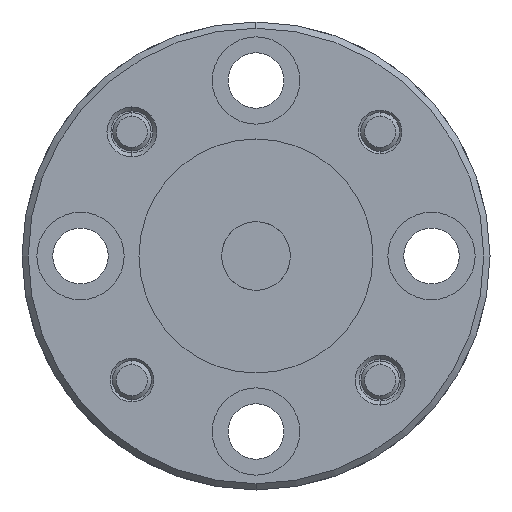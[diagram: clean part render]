
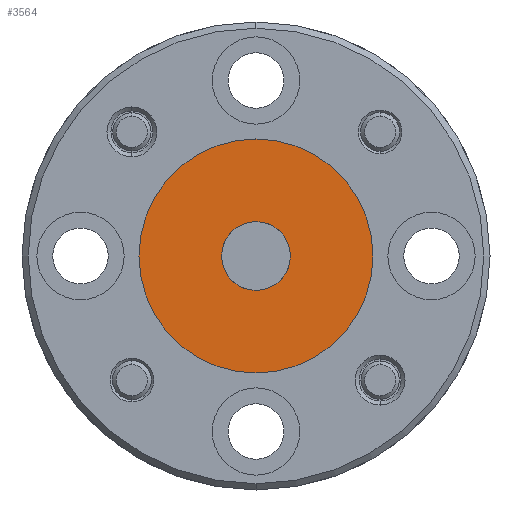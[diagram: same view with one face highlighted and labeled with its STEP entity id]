
A CAD part, left-side view. The second image highlights one B-rep face of the part: STEP entity #3564.
In plain terms, the highlighted planar face has unit normal (-1, 0, 0).
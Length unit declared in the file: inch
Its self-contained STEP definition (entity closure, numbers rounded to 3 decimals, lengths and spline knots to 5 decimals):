
#32 = VERTEX_POINT ( 'NONE', #1628 ) ;
#39 = CARTESIAN_POINT ( 'NONE',  ( -0.7, 0.03889, 0.03889 ) ) ;
#83 = EDGE_LOOP ( 'NONE', ( #175, #4257 ) ) ;
#175 = ORIENTED_EDGE ( 'NONE', *, *, #745, .F. ) ;
#230 = VERTEX_POINT ( 'NONE', #2946 ) ;
#433 = CARTESIAN_POINT ( 'NONE',  ( -0.7, 0.04347, 0.03431 ) ) ;
#481 = ORIENTED_EDGE ( 'NONE', *, *, #2296, .F. ) ;
#503 = CARTESIAN_POINT ( 'NONE',  ( -0.7, -0.03889, 0.03889 ) ) ;
#524 = CARTESIAN_POINT ( 'NONE',  ( -0.7, 0.05337, -0.01516 ) ) ;
#540 = CARTESIAN_POINT ( 'NONE',  ( -0.7, -0.05337, 0.01516 ) ) ;
#546 = AXIS2_PLACEMENT_3D ( 'NONE', #4106, #3753, #1149 ) ;
#643 = CARTESIAN_POINT ( 'NONE',  ( -0.7, -0.00759, -0.055 ) ) ;
#745 = EDGE_CURVE ( 'NONE', #2239, #4130, #3578, .T. ) ;
#833 = EDGE_CURVE ( 'NONE', #32, #2255, #1329, .T. ) ;
#857 = FACE_OUTER_BOUND ( 'NONE', #83, .T. ) ;
#869 = B_SPLINE_CURVE_WITH_KNOTS ( 'NONE', 3,
 ( #878, #2136, #3170, #3841, #3215, #2757, #540, #3448, #2192, #503 ),
 .UNSPECIFIED., .F., .F.,
 ( 4, 2, 2, 2, 4 ),
 ( 0., 0.25, 0.5, 0.75, 1. ),
 .UNSPECIFIED. ) ;
#878 = CARTESIAN_POINT ( 'NONE',  ( -0.7, -0.03889, -0.03889 ) ) ;
#935 = CARTESIAN_POINT ( 'NONE',  ( -0.7, 0.01516, -0.05337 ) ) ;
#1086 = EDGE_CURVE ( 'NONE', #230, #32, #3447, .T. ) ;
#1091 = DIRECTION ( 'NONE',  ( -1., 0., 0. ) ) ;
#1149 = DIRECTION ( 'NONE',  ( 0., 0., -1. ) ) ;
#1329 = B_SPLINE_CURVE_WITH_KNOTS ( 'NONE', 3,
 ( #2243, #3593, #1914, #935, #4250, #643, #1574, #1598, #4192, #2938 ),
 .UNSPECIFIED., .F., .F.,
 ( 4, 2, 2, 2, 4 ),
 ( 0., 0.25, 0.5, 0.75, 1. ),
 .UNSPECIFIED. ) ;
#1379 = DIRECTION ( 'NONE',  ( 1., 0., 0. ) ) ;
#1434 = CARTESIAN_POINT ( 'NONE',  ( -0.7, 0.05337, 0.01516 ) ) ;
#1550 = CIRCLE ( 'NONE', #3893, 0.1875 ) ;
#1574 = CARTESIAN_POINT ( 'NONE',  ( -0.7, -0.01516, -0.05337 ) ) ;
#1598 = CARTESIAN_POINT ( 'NONE',  ( -0.7, -0.02853, -0.04758 ) ) ;
#1628 = CARTESIAN_POINT ( 'NONE',  ( -0.7, 0.03889, -0.03889 ) ) ;
#1663 = CARTESIAN_POINT ( 'NONE',  ( -0.7, 0., 0.1875 ) ) ;
#1678 = EDGE_LOOP ( 'NONE', ( #1877, #3977, #3827, #481 ) ) ;
#1704 = VERTEX_POINT ( 'NONE', #4172 ) ;
#1851 = CARTESIAN_POINT ( 'NONE',  ( -0.7, 0.04347, -0.03431 ) ) ;
#1877 = ORIENTED_EDGE ( 'NONE', *, *, #833, .F. ) ;
#1914 = CARTESIAN_POINT ( 'NONE',  ( -0.7, 0.02853, -0.04758 ) ) ;
#1992 = CARTESIAN_POINT ( 'NONE',  ( -0.7, 0., 0. ) ) ;
#2058 = CARTESIAN_POINT ( 'NONE',  ( -0.7, -0.02853, 0.04758 ) ) ;
#2088 = CARTESIAN_POINT ( 'NONE',  ( -0.7, 0.055, 0.00759 ) ) ;
#2136 = CARTESIAN_POINT ( 'NONE',  ( -0.7, -0.04347, -0.03431 ) ) ;
#2192 = CARTESIAN_POINT ( 'NONE',  ( -0.7, -0.04347, 0.03431 ) ) ;
#2215 = AXIS2_PLACEMENT_3D ( 'NONE', #3094, #1091, #2764 ) ;
#2239 = VERTEX_POINT ( 'NONE', #4061 ) ;
#2243 = CARTESIAN_POINT ( 'NONE',  ( -0.7, 0.03889, -0.03889 ) ) ;
#2255 = VERTEX_POINT ( 'NONE', #3108 ) ;
#2296 = EDGE_CURVE ( 'NONE', #2255, #1704, #869, .T. ) ;
#2402 = CARTESIAN_POINT ( 'NONE',  ( -0.7, 0.03431, 0.04347 ) ) ;
#2410 = CARTESIAN_POINT ( 'NONE',  ( -0.7, 0.03889, 0.03889 ) ) ;
#2654 = DIRECTION ( 'NONE',  ( 0., 0., -1. ) ) ;
#2721 = CARTESIAN_POINT ( 'NONE',  ( -0.7, 0.00759, 0.055 ) ) ;
#2757 = CARTESIAN_POINT ( 'NONE',  ( -0.7, -0.055, 0.00759 ) ) ;
#2764 = DIRECTION ( 'NONE',  ( 0., 0., 1. ) ) ;
#2828 = EDGE_CURVE ( 'NONE', #1704, #230, #4002, .T. ) ;
#2938 = CARTESIAN_POINT ( 'NONE',  ( -0.7, -0.03889, -0.03889 ) ) ;
#2946 = CARTESIAN_POINT ( 'NONE',  ( -0.7, 0.03889, 0.03889 ) ) ;
#3048 = CARTESIAN_POINT ( 'NONE',  ( -0.7, -0.03431, 0.04347 ) ) ;
#3094 = CARTESIAN_POINT ( 'NONE',  ( -0.7, 0.1875, 0. ) ) ;
#3108 = CARTESIAN_POINT ( 'NONE',  ( -0.7, -0.03889, -0.03889 ) ) ;
#3154 = CARTESIAN_POINT ( 'NONE',  ( -0.7, 0.055, -0.00759 ) ) ;
#3170 = CARTESIAN_POINT ( 'NONE',  ( -0.7, -0.04758, -0.02853 ) ) ;
#3215 = CARTESIAN_POINT ( 'NONE',  ( -0.7, -0.055, -0.00759 ) ) ;
#3325 = CARTESIAN_POINT ( 'NONE',  ( -0.7, 0.02853, 0.04758 ) ) ;
#3363 = CARTESIAN_POINT ( 'NONE',  ( -0.7, -0.03889, 0.03889 ) ) ;
#3388 = CARTESIAN_POINT ( 'NONE',  ( -0.7, -0.01516, 0.05337 ) ) ;
#3441 = EDGE_CURVE ( 'NONE', #4130, #2239, #1550, .T. ) ;
#3447 = B_SPLINE_CURVE_WITH_KNOTS ( 'NONE', 3,
 ( #2410, #433, #3728, #1434, #2088, #3154, #524, #3858, #1851, #3507 ),
 .UNSPECIFIED., .F., .F.,
 ( 4, 2, 2, 2, 4 ),
 ( 0., 0.25, 0.5, 0.75, 1. ),
 .UNSPECIFIED. ) ;
#3448 = CARTESIAN_POINT ( 'NONE',  ( -0.7, -0.04758, 0.02853 ) ) ;
#3507 = CARTESIAN_POINT ( 'NONE',  ( -0.7, 0.03889, -0.03889 ) ) ;
#3564 = ADVANCED_FACE ( 'NONE', ( #3801, #857 ), #4044, .T. ) ;
#3578 = CIRCLE ( 'NONE', #546, 0.1875 ) ;
#3593 = CARTESIAN_POINT ( 'NONE',  ( -0.7, 0.03431, -0.04347 ) ) ;
#3720 = CARTESIAN_POINT ( 'NONE',  ( -0.7, -0.00759, 0.055 ) ) ;
#3728 = CARTESIAN_POINT ( 'NONE',  ( -0.7, 0.04758, 0.02853 ) ) ;
#3753 = DIRECTION ( 'NONE',  ( 1., 0., 0. ) ) ;
#3801 = FACE_BOUND ( 'NONE', #1678, .T. ) ;
#3827 = ORIENTED_EDGE ( 'NONE', *, *, #2828, .F. ) ;
#3841 = CARTESIAN_POINT ( 'NONE',  ( -0.7, -0.05337, -0.01516 ) ) ;
#3858 = CARTESIAN_POINT ( 'NONE',  ( -0.7, 0.04758, -0.02853 ) ) ;
#3893 = AXIS2_PLACEMENT_3D ( 'NONE', #1992, #1379, #2654 ) ;
#3977 = ORIENTED_EDGE ( 'NONE', *, *, #1086, .F. ) ;
#4002 = B_SPLINE_CURVE_WITH_KNOTS ( 'NONE', 3,
 ( #3363, #3048, #2058, #3388, #3720, #2721, #4048, #3325, #2402, #39 ),
 .UNSPECIFIED., .F., .F.,
 ( 4, 2, 2, 2, 4 ),
 ( 0., 0.25, 0.5, 0.75, 1. ),
 .UNSPECIFIED. ) ;
#4044 = PLANE ( 'NONE',  #2215 ) ;
#4048 = CARTESIAN_POINT ( 'NONE',  ( -0.7, 0.01516, 0.05337 ) ) ;
#4061 = CARTESIAN_POINT ( 'NONE',  ( -0.7, 0., -0.1875 ) ) ;
#4106 = CARTESIAN_POINT ( 'NONE',  ( -0.7, 0., 0. ) ) ;
#4130 = VERTEX_POINT ( 'NONE', #1663 ) ;
#4172 = CARTESIAN_POINT ( 'NONE',  ( -0.7, -0.03889, 0.03889 ) ) ;
#4192 = CARTESIAN_POINT ( 'NONE',  ( -0.7, -0.03431, -0.04347 ) ) ;
#4250 = CARTESIAN_POINT ( 'NONE',  ( -0.7, 0.00759, -0.055 ) ) ;
#4257 = ORIENTED_EDGE ( 'NONE', *, *, #3441, .F. ) ;
